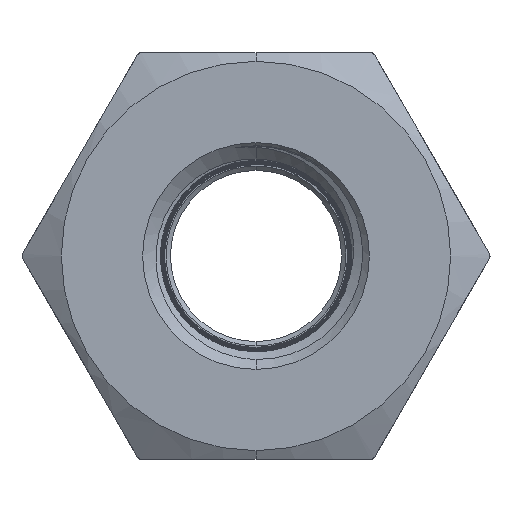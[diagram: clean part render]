
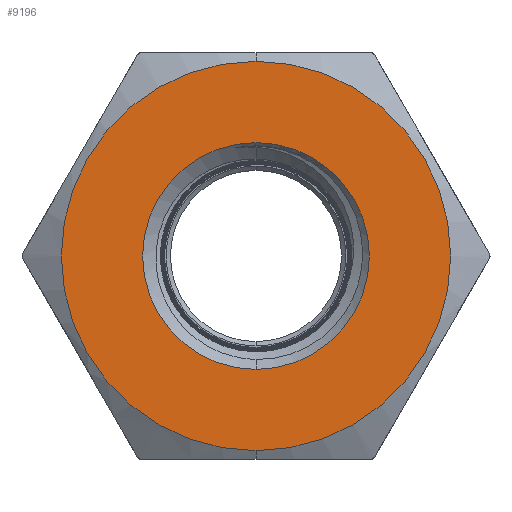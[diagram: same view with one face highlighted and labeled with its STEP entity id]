
A CAD part, front view. The second image highlights one B-rep face of the part: STEP entity #9196.
In plain terms, the highlighted planar face has unit normal (0, -1, 0).
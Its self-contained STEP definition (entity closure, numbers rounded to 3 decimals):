
#60 = ORIENTED_EDGE ( 'NONE', *, *, #6622, .T. ) ;
#1495 = CIRCLE ( 'NONE', #15217, 5.3 ) ;
#1649 = CARTESIAN_POINT ( 'NONE',  ( 0., -17., -5.3 ) ) ;
#3078 = VERTEX_POINT ( 'NONE', #5838 ) ;
#3330 = DIRECTION ( 'NONE',  ( 0., 1., 0. ) ) ;
#3704 = DIRECTION ( 'NONE',  ( 0., 1., 0. ) ) ;
#4262 = DIRECTION ( 'NONE',  ( 0., 1., 0. ) ) ;
#4745 = ORIENTED_EDGE ( 'NONE', *, *, #13697, .F. ) ;
#5443 = EDGE_LOOP ( 'NONE', ( #4745, #15995 ) ) ;
#5521 = AXIS2_PLACEMENT_3D ( 'NONE', #11967, #3330, #13381 ) ;
#5822 = DIRECTION ( 'NONE',  ( 0., 0., -1. ) ) ;
#5838 = CARTESIAN_POINT ( 'NONE',  ( 0., -17., 5.3 ) ) ;
#6622 = EDGE_CURVE ( 'NONE', #3078, #9290, #1495, .T. ) ;
#6694 = DIRECTION ( 'NONE',  ( 0., 1., 0. ) ) ;
#7656 = EDGE_CURVE ( 'NONE', #13591, #12568, #10268, .T. ) ;
#9196 = ADVANCED_FACE ( 'NONE', ( #14514, #9386 ), #10111, .T. ) ;
#9290 = VERTEX_POINT ( 'NONE', #1649 ) ;
#9386 = FACE_OUTER_BOUND ( 'NONE', #5443, .T. ) ;
#10111 = PLANE ( 'NONE',  #11253 ) ;
#10134 = EDGE_CURVE ( 'NONE', #9290, #3078, #11384, .T. ) ;
#10268 = CIRCLE ( 'NONE', #14145, 9.1 ) ;
#11253 = AXIS2_PLACEMENT_3D ( 'NONE', #11561, #14405, #5822 ) ;
#11384 = CIRCLE ( 'NONE', #14340, 5.3 ) ;
#11561 = CARTESIAN_POINT ( 'NONE',  ( 0., -17., 0. ) ) ;
#11967 = CARTESIAN_POINT ( 'NONE',  ( 0., -17., 0. ) ) ;
#12343 = CARTESIAN_POINT ( 'NONE',  ( 0., -17., 0. ) ) ;
#12568 = VERTEX_POINT ( 'NONE', #17320 ) ;
#12901 = CARTESIAN_POINT ( 'NONE',  ( 0., -17., 0. ) ) ;
#13322 = ORIENTED_EDGE ( 'NONE', *, *, #10134, .T. ) ;
#13381 = DIRECTION ( 'NONE',  ( 0., 0., 1. ) ) ;
#13591 = VERTEX_POINT ( 'NONE', #14580 ) ;
#13697 = EDGE_CURVE ( 'NONE', #12568, #13591, #16197, .T. ) ;
#13758 = DIRECTION ( 'NONE',  ( 0., 0., 1. ) ) ;
#14145 = AXIS2_PLACEMENT_3D ( 'NONE', #12343, #3704, #13758 ) ;
#14327 = DIRECTION ( 'NONE',  ( 0., 0., -1. ) ) ;
#14340 = AXIS2_PLACEMENT_3D ( 'NONE', #12901, #4262, #14327 ) ;
#14405 = DIRECTION ( 'NONE',  ( 0., -1., 0. ) ) ;
#14514 = FACE_BOUND ( 'NONE', #14869, .T. ) ;
#14580 = CARTESIAN_POINT ( 'NONE',  ( 0., -17., -9.1 ) ) ;
#14869 = EDGE_LOOP ( 'NONE', ( #13322, #60 ) ) ;
#15217 = AXIS2_PLACEMENT_3D ( 'NONE', #15277, #6694, #16719 ) ;
#15277 = CARTESIAN_POINT ( 'NONE',  ( 0., -17., 0. ) ) ;
#15995 = ORIENTED_EDGE ( 'NONE', *, *, #7656, .F. ) ;
#16197 = CIRCLE ( 'NONE', #5521, 9.1 ) ;
#16719 = DIRECTION ( 'NONE',  ( 0., 0., -1. ) ) ;
#17320 = CARTESIAN_POINT ( 'NONE',  ( 0., -17., 9.1 ) ) ;
